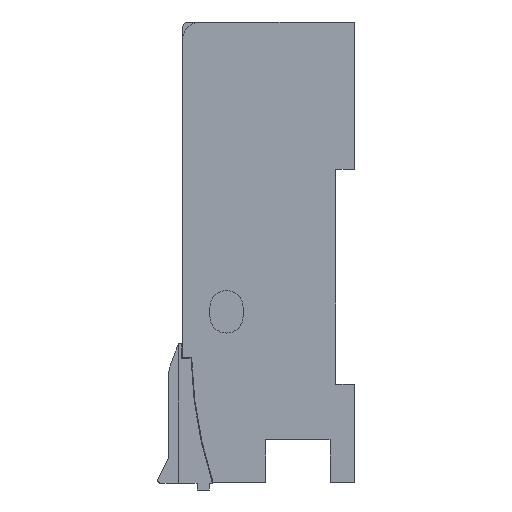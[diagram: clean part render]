
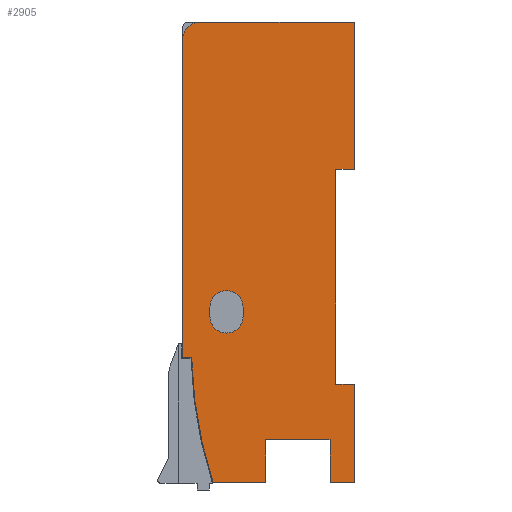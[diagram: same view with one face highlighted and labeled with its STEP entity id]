
A CAD part, left-side view. The second image highlights one B-rep face of the part: STEP entity #2905.
In plain terms, the highlighted planar face has unit normal (-1, 0, 0).
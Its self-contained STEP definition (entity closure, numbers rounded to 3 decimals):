
#30=FACE_BOUND('',#409,.T.);
#83=PLANE('',#3156);
#240=FACE_OUTER_BOUND('',#408,.T.);
#408=EDGE_LOOP('',(#2246,#2247,#2248,#2249,#2250,#2251,#2252,#2253,#2254,
#2255,#2256,#2257,#2258,#2259,#2260));
#409=EDGE_LOOP('',(#2261,#2262,#2263,#2264));
#645=LINE('',#4356,#1013);
#646=LINE('',#4358,#1014);
#647=LINE('',#4362,#1015);
#648=LINE('',#4364,#1016);
#649=LINE('',#4368,#1017);
#650=LINE('',#4370,#1018);
#651=LINE('',#4372,#1019);
#652=LINE('',#4374,#1020);
#653=LINE('',#4376,#1021);
#654=LINE('',#4378,#1022);
#655=LINE('',#4380,#1023);
#656=LINE('',#4382,#1024);
#657=LINE('',#4383,#1025);
#658=LINE('',#4387,#1026);
#659=LINE('',#4388,#1027);
#1013=VECTOR('',#3549,1000.);
#1014=VECTOR('',#3550,1000.);
#1015=VECTOR('',#3553,1000.);
#1016=VECTOR('',#3554,1000.);
#1017=VECTOR('',#3557,1000.);
#1018=VECTOR('',#3558,1000.);
#1019=VECTOR('',#3559,1000.);
#1020=VECTOR('',#3560,1000.);
#1021=VECTOR('',#3561,1000.);
#1022=VECTOR('',#3562,1000.);
#1023=VECTOR('',#3563,1000.);
#1024=VECTOR('',#3564,1000.);
#1025=VECTOR('',#3565,1000.);
#1026=VECTOR('',#3568,1000.);
#1027=VECTOR('',#3569,1000.);
#1297=CIRCLE('',#3137,2.7);
#1310=CIRCLE('',#3157,3.);
#1311=CIRCLE('',#3158,71.);
#1312=CIRCLE('',#3159,2.7);
#1396=VERTEX_POINT('',#4306);
#1397=VERTEX_POINT('',#4308);
#1414=VERTEX_POINT('',#4354);
#1415=VERTEX_POINT('',#4355);
#1416=VERTEX_POINT('',#4357);
#1417=VERTEX_POINT('',#4359);
#1418=VERTEX_POINT('',#4361);
#1419=VERTEX_POINT('',#4363);
#1420=VERTEX_POINT('',#4365);
#1421=VERTEX_POINT('',#4367);
#1422=VERTEX_POINT('',#4369);
#1423=VERTEX_POINT('',#4371);
#1424=VERTEX_POINT('',#4373);
#1425=VERTEX_POINT('',#4375);
#1426=VERTEX_POINT('',#4377);
#1427=VERTEX_POINT('',#4379);
#1428=VERTEX_POINT('',#4381);
#1429=VERTEX_POINT('',#4384);
#1430=VERTEX_POINT('',#4385);
#1705=EDGE_CURVE('',#1397,#1396,#1297,.T.);
#1727=EDGE_CURVE('',#1414,#1415,#645,.T.);
#1728=EDGE_CURVE('',#1416,#1414,#646,.T.);
#1729=EDGE_CURVE('',#1417,#1416,#1310,.T.);
#1730=EDGE_CURVE('',#1418,#1417,#647,.T.);
#1731=EDGE_CURVE('',#1419,#1418,#648,.T.);
#1732=EDGE_CURVE('',#1420,#1419,#1311,.T.);
#1733=EDGE_CURVE('',#1421,#1420,#649,.T.);
#1734=EDGE_CURVE('',#1422,#1421,#650,.T.);
#1735=EDGE_CURVE('',#1423,#1422,#651,.T.);
#1736=EDGE_CURVE('',#1424,#1423,#652,.T.);
#1737=EDGE_CURVE('',#1425,#1424,#653,.T.);
#1738=EDGE_CURVE('',#1426,#1425,#654,.T.);
#1739=EDGE_CURVE('',#1427,#1426,#655,.T.);
#1740=EDGE_CURVE('',#1428,#1427,#656,.T.);
#1741=EDGE_CURVE('',#1415,#1428,#657,.T.);
#1742=EDGE_CURVE('',#1429,#1430,#1312,.T.);
#1743=EDGE_CURVE('',#1430,#1397,#658,.T.);
#1744=EDGE_CURVE('',#1396,#1429,#659,.T.);
#2246=ORIENTED_EDGE('',*,*,#1727,.F.);
#2247=ORIENTED_EDGE('',*,*,#1728,.F.);
#2248=ORIENTED_EDGE('',*,*,#1729,.F.);
#2249=ORIENTED_EDGE('',*,*,#1730,.F.);
#2250=ORIENTED_EDGE('',*,*,#1731,.F.);
#2251=ORIENTED_EDGE('',*,*,#1732,.F.);
#2252=ORIENTED_EDGE('',*,*,#1733,.F.);
#2253=ORIENTED_EDGE('',*,*,#1734,.F.);
#2254=ORIENTED_EDGE('',*,*,#1735,.F.);
#2255=ORIENTED_EDGE('',*,*,#1736,.F.);
#2256=ORIENTED_EDGE('',*,*,#1737,.F.);
#2257=ORIENTED_EDGE('',*,*,#1738,.F.);
#2258=ORIENTED_EDGE('',*,*,#1739,.F.);
#2259=ORIENTED_EDGE('',*,*,#1740,.F.);
#2260=ORIENTED_EDGE('',*,*,#1741,.F.);
#2261=ORIENTED_EDGE('',*,*,#1742,.T.);
#2262=ORIENTED_EDGE('',*,*,#1743,.T.);
#2263=ORIENTED_EDGE('',*,*,#1705,.T.);
#2264=ORIENTED_EDGE('',*,*,#1744,.T.);
#2905=ADVANCED_FACE('',(#240,#30),#83,.F.);
#3137=AXIS2_PLACEMENT_3D('',#4309,#3500,#3501);
#3156=AXIS2_PLACEMENT_3D('',#4353,#3547,#3548);
#3157=AXIS2_PLACEMENT_3D('',#4360,#3551,#3552);
#3158=AXIS2_PLACEMENT_3D('',#4366,#3555,#3556);
#3159=AXIS2_PLACEMENT_3D('',#4386,#3566,#3567);
#3500=DIRECTION('center_axis',(1.,0.,0.));
#3501=DIRECTION('ref_axis',(0.,0.,-1.));
#3547=DIRECTION('center_axis',(1.,0.,0.));
#3548=DIRECTION('ref_axis',(0.,0.,-1.));
#3549=DIRECTION('',(0.,0.,-1.));
#3550=DIRECTION('',(0.,-1.,0.));
#3551=DIRECTION('center_axis',(1.,0.,0.));
#3552=DIRECTION('ref_axis',(0.,0.,-1.));
#3553=DIRECTION('',(0.,0.,1.));
#3554=DIRECTION('',(0.,1.,0.));
#3555=DIRECTION('center_axis',(1.,0.,0.));
#3556=DIRECTION('ref_axis',(0.,0.,1.));
#3557=DIRECTION('',(0.,1.,0.));
#3558=DIRECTION('',(0.,0.,-1.));
#3559=DIRECTION('',(0.,1.,0.));
#3560=DIRECTION('',(0.,0.,1.));
#3561=DIRECTION('',(0.,1.,0.));
#3562=DIRECTION('',(0.,0.,-1.));
#3563=DIRECTION('',(0.,-1.,0.));
#3564=DIRECTION('',(0.,0.,-1.));
#3565=DIRECTION('',(0.,1.,0.));
#3566=DIRECTION('center_axis',(1.,0.,0.));
#3567=DIRECTION('ref_axis',(0.,0.,-1.));
#3568=DIRECTION('',(0.,0.,1.));
#3569=DIRECTION('',(0.,0.,-1.));
#4306=CARTESIAN_POINT('',(-5.,5.4,-46.45));
#4308=CARTESIAN_POINT('',(-5.,10.8,-46.45));
#4309=CARTESIAN_POINT('Origin',(-5.,8.1,-46.45));
#4353=CARTESIAN_POINT('Origin',(-5.,12.3,-3.));
#4354=CARTESIAN_POINT('',(-5.,-12.7,0.));
#4355=CARTESIAN_POINT('',(-5.,-12.7,-24.));
#4356=CARTESIAN_POINT('',(-5.,-12.7,-24.));
#4357=CARTESIAN_POINT('',(-5.,12.3,0.));
#4358=CARTESIAN_POINT('',(-5.,0.,0.));
#4359=CARTESIAN_POINT('',(-5.,15.3,-3.));
#4360=CARTESIAN_POINT('Origin',(-5.,12.3,-3.));
#4361=CARTESIAN_POINT('',(-5.,15.3,-54.7));
#4362=CARTESIAN_POINT('',(-5.,15.3,-3.));
#4363=CARTESIAN_POINT('',(-5.,13.777,-54.7));
#4364=CARTESIAN_POINT('',(-5.,13.777,-54.7));
#4365=CARTESIAN_POINT('',(-5.,10.273,-75.));
#4366=CARTESIAN_POINT('Origin',(-5.,-57.2,-52.9));
#4367=CARTESIAN_POINT('',(-5.,1.75,-75.));
#4368=CARTESIAN_POINT('',(-5.,10.273,-75.));
#4369=CARTESIAN_POINT('',(-5.,1.75,-68.));
#4370=CARTESIAN_POINT('',(-5.,1.75,-75.));
#4371=CARTESIAN_POINT('',(-5.,-8.75,-68.));
#4372=CARTESIAN_POINT('',(-5.,1.75,-68.));
#4373=CARTESIAN_POINT('',(-5.,-8.75,-75.));
#4374=CARTESIAN_POINT('',(-5.,-8.75,-68.));
#4375=CARTESIAN_POINT('',(-5.,-12.7,-75.));
#4376=CARTESIAN_POINT('',(-5.,-8.75,-75.));
#4377=CARTESIAN_POINT('',(-5.,-12.7,-59.));
#4378=CARTESIAN_POINT('',(-5.,-12.7,-75.));
#4379=CARTESIAN_POINT('',(-5.,-9.7,-59.));
#4380=CARTESIAN_POINT('',(-5.,-12.7,-59.));
#4381=CARTESIAN_POINT('',(-5.,-9.7,-24.));
#4382=CARTESIAN_POINT('',(-5.,-9.7,-59.));
#4383=CARTESIAN_POINT('',(-5.,-9.7,-24.));
#4384=CARTESIAN_POINT('',(-5.,5.4,-47.95));
#4385=CARTESIAN_POINT('',(-5.,10.8,-47.95));
#4386=CARTESIAN_POINT('Origin',(-5.,8.1,-47.95));
#4387=CARTESIAN_POINT('',(-5.,10.8,-47.95));
#4388=CARTESIAN_POINT('',(-5.,5.4,-46.45));
